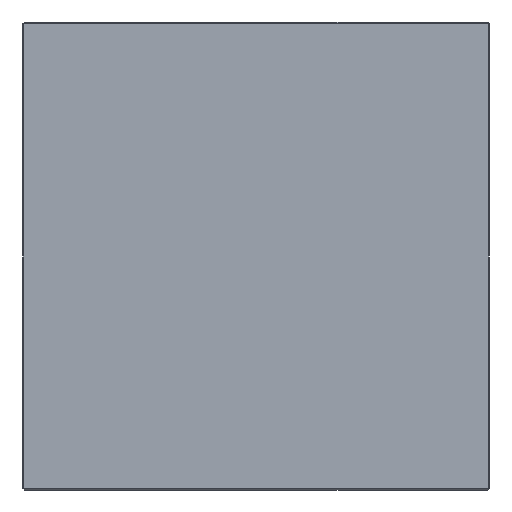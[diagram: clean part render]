
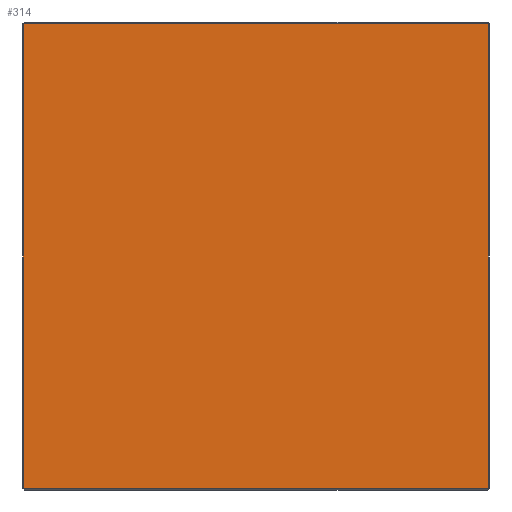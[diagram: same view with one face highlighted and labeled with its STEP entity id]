
A CAD part, front view. The second image highlights one B-rep face of the part: STEP entity #314.
In plain terms, the highlighted planar face has unit normal (0, -1, 0).
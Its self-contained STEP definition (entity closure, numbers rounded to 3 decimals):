
#15 = DIRECTION ( 'NONE',  ( 1., 0., 0. ) ) ;
#16 = VERTEX_POINT ( 'NONE', #142 ) ;
#35 = FACE_OUTER_BOUND ( 'NONE', #209, .T. ) ;
#64 = VECTOR ( 'NONE', #445, 1000. ) ;
#83 = ORIENTED_EDGE ( 'NONE', *, *, #188, .T. ) ;
#113 = CARTESIAN_POINT ( 'NONE',  ( -15., -25.981, 30. ) ) ;
#129 = CARTESIAN_POINT ( 'NONE',  ( -14.927, -25.981, 29.9 ) ) ;
#134 = CARTESIAN_POINT ( 'NONE',  ( -15., -25.981, 0.1 ) ) ;
#142 = CARTESIAN_POINT ( 'NONE',  ( 14.9, -25.981, 0.1 ) ) ;
#167 = ORIENTED_EDGE ( 'NONE', *, *, #281, .T. ) ;
#179 = LINE ( 'NONE', #286, #289 ) ;
#182 = CARTESIAN_POINT ( 'NONE',  ( 14.9, -25.981, 29.9 ) ) ;
#188 = EDGE_CURVE ( 'NONE', #262, #425, #491, .T. ) ;
#209 = EDGE_LOOP ( 'NONE', ( #370, #167, #83, #495 ) ) ;
#223 = AXIS2_PLACEMENT_3D ( 'NONE', #113, #251, #458 ) ;
#239 = EDGE_CURVE ( 'NONE', #425, #16, #394, .T. ) ;
#251 = DIRECTION ( 'NONE',  ( 0., 1., 0. ) ) ;
#257 = DIRECTION ( 'NONE',  ( 0., 0., 1. ) ) ;
#260 = VECTOR ( 'NONE', #437, 1000. ) ;
#262 = VERTEX_POINT ( 'NONE', #129 ) ;
#281 = EDGE_CURVE ( 'NONE', #312, #262, #405, .T. ) ;
#283 = CARTESIAN_POINT ( 'NONE',  ( -15., -25.981, 29.9 ) ) ;
#286 = CARTESIAN_POINT ( 'NONE',  ( 14.9, -25.981, 30. ) ) ;
#289 = VECTOR ( 'NONE', #257, 1000. ) ;
#312 = VERTEX_POINT ( 'NONE', #182 ) ;
#314 = ADVANCED_FACE ( 'NONE', ( #35 ), #325, .F. ) ;
#325 = PLANE ( 'NONE',  #223 ) ;
#330 = EDGE_CURVE ( 'NONE', #16, #312, #179, .T. ) ;
#370 = ORIENTED_EDGE ( 'NONE', *, *, #330, .T. ) ;
#371 = VECTOR ( 'NONE', #15, 1000. ) ;
#380 = CARTESIAN_POINT ( 'NONE',  ( -14.927, -25.981, 0.1 ) ) ;
#394 = LINE ( 'NONE', #134, #371 ) ;
#405 = LINE ( 'NONE', #283, #64 ) ;
#423 = CARTESIAN_POINT ( 'NONE',  ( -14.927, -25.981, 30. ) ) ;
#425 = VERTEX_POINT ( 'NONE', #380 ) ;
#437 = DIRECTION ( 'NONE',  ( 0., 0., -1. ) ) ;
#445 = DIRECTION ( 'NONE',  ( -1., 0., 0. ) ) ;
#458 = DIRECTION ( 'NONE',  ( 0., 0., 1. ) ) ;
#491 = LINE ( 'NONE', #423, #260 ) ;
#495 = ORIENTED_EDGE ( 'NONE', *, *, #239, .T. ) ;
